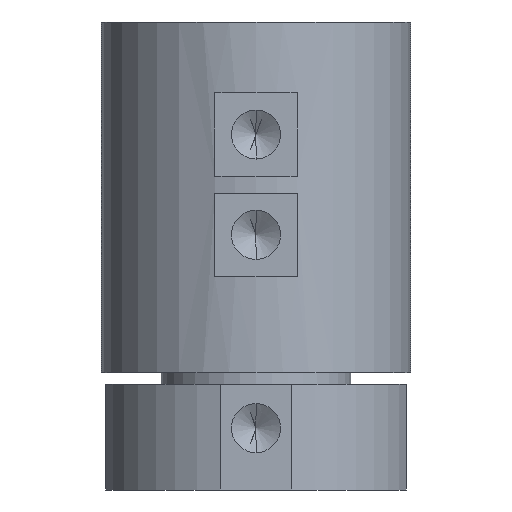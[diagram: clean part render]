
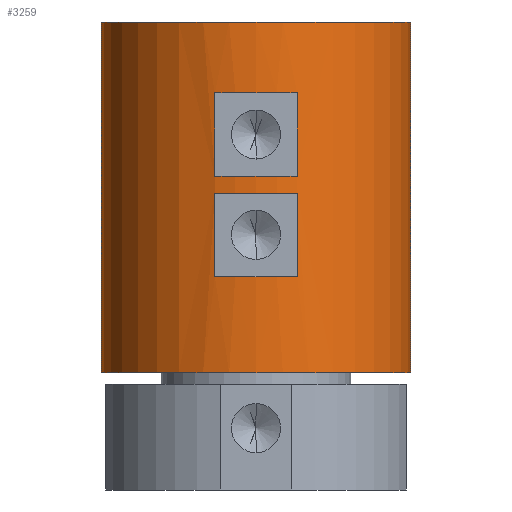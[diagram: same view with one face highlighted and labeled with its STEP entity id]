
A CAD part, front view. The second image highlights one B-rep face of the part: STEP entity #3259.
In plain terms, the highlighted cylindrical face has radius 27.75 mm (diameter 55.5 mm), a partial arc.
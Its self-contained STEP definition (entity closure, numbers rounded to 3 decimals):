
#74 = FACE_BOUND ( 'NONE', #1200, .T. ) ;
#145 = FACE_BOUND ( 'NONE', #1787, .T. ) ;
#155 = EDGE_CURVE ( 'NONE', #2689, #1201, #2329, .T. ) ;
#186 = VECTOR ( 'NONE', #1770, 1000. ) ;
#200 = VECTOR ( 'NONE', #1405, 1000. ) ;
#208 = CARTESIAN_POINT ( 'NONE',  ( 0., 0., 38.3 ) ) ;
#214 = CARTESIAN_POINT ( 'NONE',  ( -7.382, -26.75, 56.3 ) ) ;
#253 = DIRECTION ( 'NONE',  ( 0., 0., 1. ) ) ;
#284 = LINE ( 'NONE', #3179, #200 ) ;
#321 = AXIS2_PLACEMENT_3D ( 'NONE', #1109, #1601, #2615 ) ;
#342 = CARTESIAN_POINT ( 'NONE',  ( 0., 0., 21. ) ) ;
#373 = ORIENTED_EDGE ( 'NONE', *, *, #469, .T. ) ;
#381 = DIRECTION ( 'NONE',  ( 1., 0., 0. ) ) ;
#411 = ORIENTED_EDGE ( 'NONE', *, *, #3052, .T. ) ;
#452 = DIRECTION ( 'NONE',  ( -1., 0., 0. ) ) ;
#469 = EDGE_CURVE ( 'NONE', #2955, #1336, #633, .T. ) ;
#587 = DIRECTION ( 'NONE',  ( 1., 0., 0. ) ) ;
#630 = CARTESIAN_POINT ( 'NONE',  ( 0., 0., 84. ) ) ;
#632 = CARTESIAN_POINT ( 'NONE',  ( 0., 0., 56.3 ) ) ;
#633 = CIRCLE ( 'NONE', #1223, 27.75 ) ;
#664 = ORIENTED_EDGE ( 'NONE', *, *, #2962, .T. ) ;
#699 = CIRCLE ( 'NONE', #1965, 27.75 ) ;
#744 = LINE ( 'NONE', #2334, #1316 ) ;
#758 = CARTESIAN_POINT ( 'NONE',  ( 7.382, -26.75, 56.3 ) ) ;
#812 = FACE_OUTER_BOUND ( 'NONE', #2270, .T. ) ;
#859 = ORIENTED_EDGE ( 'NONE', *, *, #1696, .T. ) ;
#885 = DIRECTION ( 'NONE',  ( 1., 0., 0. ) ) ;
#886 = DIRECTION ( 'NONE',  ( -1., 0., 0. ) ) ;
#896 = DIRECTION ( 'NONE',  ( 0., 0., 1. ) ) ;
#912 = VECTOR ( 'NONE', #3014, 1000. ) ;
#927 = EDGE_CURVE ( 'NONE', #2340, #1447, #1797, .T. ) ;
#942 = CARTESIAN_POINT ( 'NONE',  ( 27.75, 0., 84. ) ) ;
#1028 = VERTEX_POINT ( 'NONE', #1672 ) ;
#1070 = CARTESIAN_POINT ( 'NONE',  ( 0., 0., 53.3 ) ) ;
#1090 = ORIENTED_EDGE ( 'NONE', *, *, #1570, .T. ) ;
#1102 = CARTESIAN_POINT ( 'NONE',  ( 7.382, -26.75, 71.3 ) ) ;
#1109 = CARTESIAN_POINT ( 'NONE',  ( 0., 0., 84. ) ) ;
#1139 = VECTOR ( 'NONE', #896, 1000. ) ;
#1148 = ORIENTED_EDGE ( 'NONE', *, *, #2634, .T. ) ;
#1200 = EDGE_LOOP ( 'NONE', ( #2916, #1400, #2772, #664 ) ) ;
#1201 = VERTEX_POINT ( 'NONE', #758 ) ;
#1223 = AXIS2_PLACEMENT_3D ( 'NONE', #208, #1937, #452 ) ;
#1234 = CARTESIAN_POINT ( 'NONE',  ( 7.382, -26.75, 38.3 ) ) ;
#1316 = VECTOR ( 'NONE', #1579, 1000. ) ;
#1336 = VERTEX_POINT ( 'NONE', #1860 ) ;
#1373 = EDGE_CURVE ( 'NONE', #2636, #1773, #1871, .T. ) ;
#1400 = ORIENTED_EDGE ( 'NONE', *, *, #2164, .T. ) ;
#1405 = DIRECTION ( 'NONE',  ( 0., 0., -1. ) ) ;
#1430 = LINE ( 'NONE', #942, #1946 ) ;
#1447 = VERTEX_POINT ( 'NONE', #2917 ) ;
#1470 = CIRCLE ( 'NONE', #2013, 27.75 ) ;
#1570 = EDGE_CURVE ( 'NONE', #1028, #2120, #1753, .T. ) ;
#1578 = CIRCLE ( 'NONE', #2453, 27.75 ) ;
#1579 = DIRECTION ( 'NONE',  ( 0., 0., 1. ) ) ;
#1601 = DIRECTION ( 'NONE',  ( 0., 0., -1. ) ) ;
#1672 = CARTESIAN_POINT ( 'NONE',  ( -7.382, -26.75, 53.3 ) ) ;
#1696 = EDGE_CURVE ( 'NONE', #2120, #2955, #284, .T. ) ;
#1737 = CARTESIAN_POINT ( 'NONE',  ( 0., 0., 71.3 ) ) ;
#1740 = EDGE_CURVE ( 'NONE', #1773, #2516, #1430, .T. ) ;
#1753 = CIRCLE ( 'NONE', #3020, 27.75 ) ;
#1770 = DIRECTION ( 'NONE',  ( 0., 0., -1. ) ) ;
#1772 = CARTESIAN_POINT ( 'NONE',  ( 27.75, 0., 21. ) ) ;
#1773 = VERTEX_POINT ( 'NONE', #2712 ) ;
#1787 = EDGE_LOOP ( 'NONE', ( #859, #373, #1799, #1090 ) ) ;
#1797 = LINE ( 'NONE', #2906, #1139 ) ;
#1799 = ORIENTED_EDGE ( 'NONE', *, *, #2655, .T. ) ;
#1804 = CARTESIAN_POINT ( 'NONE',  ( -27.75, 0., 21. ) ) ;
#1860 = CARTESIAN_POINT ( 'NONE',  ( -7.382, -26.75, 38.3 ) ) ;
#1871 = CIRCLE ( 'NONE', #3245, 27.75 ) ;
#1876 = DIRECTION ( 'NONE',  ( 0., 0., 1. ) ) ;
#1937 = DIRECTION ( 'NONE',  ( 0., 0., -1. ) ) ;
#1946 = VECTOR ( 'NONE', #2441, 1000. ) ;
#1965 = AXIS2_PLACEMENT_3D ( 'NONE', #632, #2383, #886 ) ;
#1993 = DIRECTION ( 'NONE',  ( 1., 0., 0. ) ) ;
#2013 = AXIS2_PLACEMENT_3D ( 'NONE', #342, #2086, #587 ) ;
#2033 = ORIENTED_EDGE ( 'NONE', *, *, #1373, .F. ) ;
#2086 = DIRECTION ( 'NONE',  ( 0., 0., 1. ) ) ;
#2098 = CARTESIAN_POINT ( 'NONE',  ( 7.382, -26.75, 53.3 ) ) ;
#2120 = VERTEX_POINT ( 'NONE', #2098 ) ;
#2164 = EDGE_CURVE ( 'NONE', #1201, #2340, #699, .T. ) ;
#2270 = EDGE_LOOP ( 'NONE', ( #2889, #2033, #411, #1148 ) ) ;
#2290 = CARTESIAN_POINT ( 'NONE',  ( -27.75, 0., 84. ) ) ;
#2329 = LINE ( 'NONE', #2746, #912 ) ;
#2334 = CARTESIAN_POINT ( 'NONE',  ( -7.382, -26.75, 84. ) ) ;
#2340 = VERTEX_POINT ( 'NONE', #214 ) ;
#2381 = DIRECTION ( 'NONE',  ( 0., 0., 1. ) ) ;
#2383 = DIRECTION ( 'NONE',  ( 0., 0., -1. ) ) ;
#2441 = DIRECTION ( 'NONE',  ( 0., 0., -1. ) ) ;
#2453 = AXIS2_PLACEMENT_3D ( 'NONE', #1737, #253, #1993 ) ;
#2516 = VERTEX_POINT ( 'NONE', #1772 ) ;
#2575 = CYLINDRICAL_SURFACE ( 'NONE', #321, 27.75 ) ;
#2615 = DIRECTION ( 'NONE',  ( -1., 0., 0. ) ) ;
#2634 = EDGE_CURVE ( 'NONE', #3129, #2516, #1470, .T. ) ;
#2636 = VERTEX_POINT ( 'NONE', #2848 ) ;
#2655 = EDGE_CURVE ( 'NONE', #1336, #1028, #744, .T. ) ;
#2689 = VERTEX_POINT ( 'NONE', #1102 ) ;
#2712 = CARTESIAN_POINT ( 'NONE',  ( 27.75, 0., 84. ) ) ;
#2746 = CARTESIAN_POINT ( 'NONE',  ( 7.382, -26.75, 84. ) ) ;
#2772 = ORIENTED_EDGE ( 'NONE', *, *, #927, .T. ) ;
#2778 = LINE ( 'NONE', #2290, #186 ) ;
#2848 = CARTESIAN_POINT ( 'NONE',  ( -27.75, 0., 84. ) ) ;
#2889 = ORIENTED_EDGE ( 'NONE', *, *, #1740, .F. ) ;
#2906 = CARTESIAN_POINT ( 'NONE',  ( -7.382, -26.75, 84. ) ) ;
#2916 = ORIENTED_EDGE ( 'NONE', *, *, #155, .T. ) ;
#2917 = CARTESIAN_POINT ( 'NONE',  ( -7.382, -26.75, 71.3 ) ) ;
#2955 = VERTEX_POINT ( 'NONE', #1234 ) ;
#2962 = EDGE_CURVE ( 'NONE', #1447, #2689, #1578, .T. ) ;
#3014 = DIRECTION ( 'NONE',  ( 0., 0., -1. ) ) ;
#3020 = AXIS2_PLACEMENT_3D ( 'NONE', #1070, #1876, #381 ) ;
#3052 = EDGE_CURVE ( 'NONE', #2636, #3129, #2778, .T. ) ;
#3129 = VERTEX_POINT ( 'NONE', #1804 ) ;
#3179 = CARTESIAN_POINT ( 'NONE',  ( 7.382, -26.75, 84. ) ) ;
#3245 = AXIS2_PLACEMENT_3D ( 'NONE', #630, #2381, #885 ) ;
#3259 = ADVANCED_FACE ( 'NONE', ( #812, #74, #145 ), #2575, .T. ) ;
